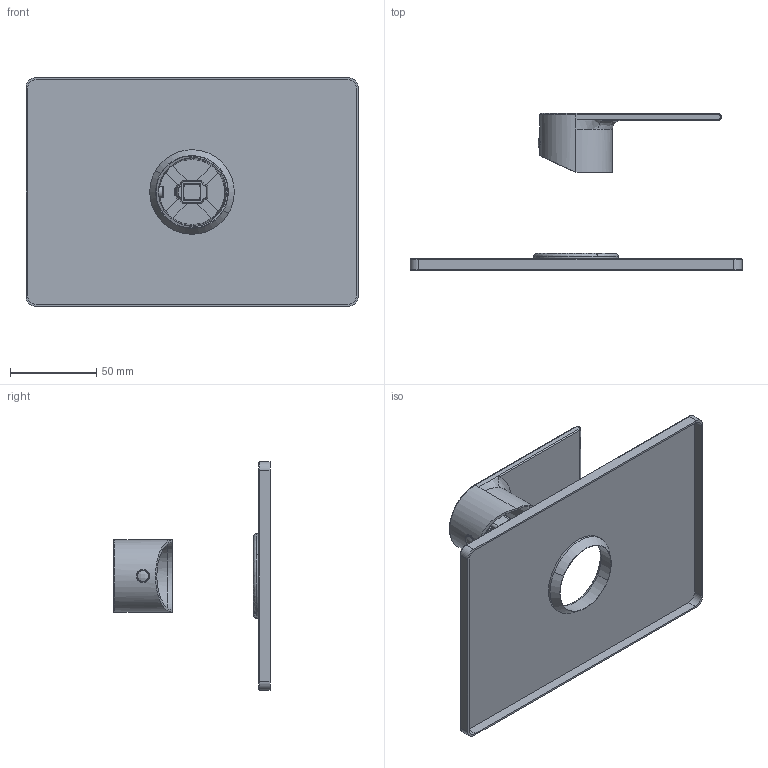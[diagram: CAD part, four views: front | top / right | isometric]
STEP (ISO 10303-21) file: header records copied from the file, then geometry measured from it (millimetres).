
FILE_DESCRIPTION (( 'STEP AP214' ), '1' );
FILE_NAME ('1012 0042(z6015068).stp', '2018-09-13T16:22:19', ( '' ), ( '' ), 'SwSTEP 2.0', 'SolidWorks 2015', '' );
FILE_SCHEMA (( 'AUTOMOTIVE_DESIGN' ));
Length unit declared in the file: millimetre
Products named in the file (6): Z8005011552; Z8005010292; LZ-6_5_AF2; DS-M5X5-P_AF1; Z8015020092; 1012 0042(z6015068)
Assembly tree (5 placements, depth 2):
  1012 0042(z6015068)
    Z8005010292
    Z8015020092
    DS-M5X5-P_AF1
    LZ-6_5_AF2
    Z8005011552
Bounding box: 192 x 90.78 x 132 mm (x, y, z)
Volume: 53850.6 mm3; surface area: 77669.1 mm2
Topology: 5 solids, 5 shells, 202 faces, 512 edges, 322 vertices
Faces by surface type: plane 78, cylinder 73, bspline 33, cone 18
Entity records: 12381 total; most frequent: CARTESIAN_POINT 7684, ORIENTED_EDGE 1012, DIRECTION 799, EDGE_CURVE 506, VERTEX_POINT 322, AXIS2_PLACEMENT_3D 285, VECTOR 229, LINE 229
